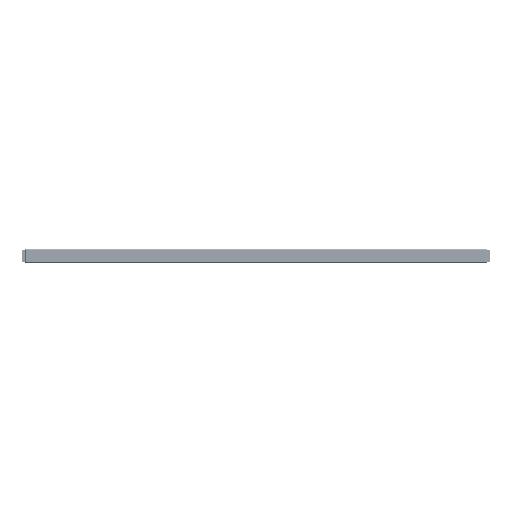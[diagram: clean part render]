
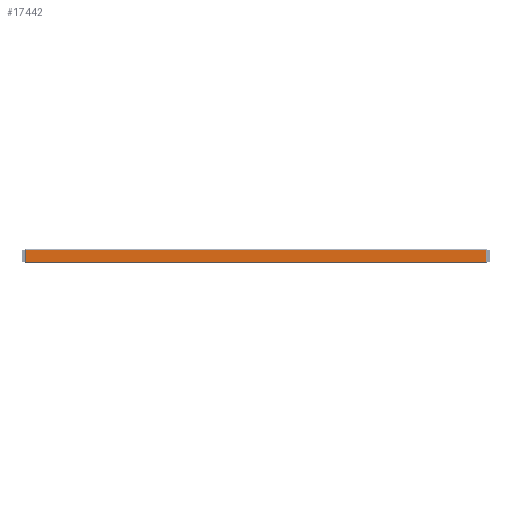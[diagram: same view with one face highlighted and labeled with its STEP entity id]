
A CAD part, front view. The second image highlights one B-rep face of the part: STEP entity #17442.
In plain terms, the highlighted planar face has unit normal (0, -1, 0).
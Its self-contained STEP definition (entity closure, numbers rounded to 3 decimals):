
#13067=FACE_OUTER_BOUND('',#36819,.T.);
#17442=ADVANCED_FACE('',(#13067),#23354,.T.);
#23354=PLANE('',#112043);
#36819=EDGE_LOOP('',(#45085,#45086,#45087,#45088));
#45085=ORIENTED_EDGE('',*,*,#84189,.T.);
#45086=ORIENTED_EDGE('',*,*,#84190,.T.);
#45087=ORIENTED_EDGE('',*,*,#84191,.T.);
#45088=ORIENTED_EDGE('',*,*,#84192,.T.);
#74133=VERTEX_POINT('',#155879);
#74134=VERTEX_POINT('',#155880);
#74135=VERTEX_POINT('',#155882);
#74136=VERTEX_POINT('',#155884);
#84189=EDGE_CURVE('',#74133,#74134,#98617,.T.);
#84190=EDGE_CURVE('',#74134,#74135,#98618,.T.);
#84191=EDGE_CURVE('',#74135,#74136,#98619,.T.);
#84192=EDGE_CURVE('',#74136,#74133,#98620,.T.);
#98617=LINE('',#155878,#105405);
#98618=LINE('',#155881,#105406);
#98619=LINE('',#155883,#105407);
#98620=LINE('',#155885,#105408);
#105405=VECTOR('',#124342,1.);
#105406=VECTOR('',#124343,1.);
#105407=VECTOR('',#124344,1.);
#105408=VECTOR('',#124345,1.);
#112043=AXIS2_PLACEMENT_3D('',#155886,#124346,#124347);
#124342=DIRECTION('',(0.,0.,1.));
#124343=DIRECTION('',(-1.,0.,0.));
#124344=DIRECTION('',(0.,0.,-1.));
#124345=DIRECTION('',(1.,0.,0.));
#124346=DIRECTION('',(0.,-1.,0.));
#124347=DIRECTION('',(0.,0.,-1.));
#155878=CARTESIAN_POINT('',(359.5,0.,11.));
#155879=CARTESIAN_POINT('',(359.5,0.,0.5));
#155880=CARTESIAN_POINT('',(359.5,0.,10.5));
#155881=CARTESIAN_POINT('',(180.,0.,10.5));
#155882=CARTESIAN_POINT('',(0.5,0.,10.5));
#155883=CARTESIAN_POINT('',(0.5,0.,11.));
#155884=CARTESIAN_POINT('',(0.5,0.,0.5));
#155885=CARTESIAN_POINT('',(180.,0.,0.5));
#155886=CARTESIAN_POINT('',(180.,0.,11.));
